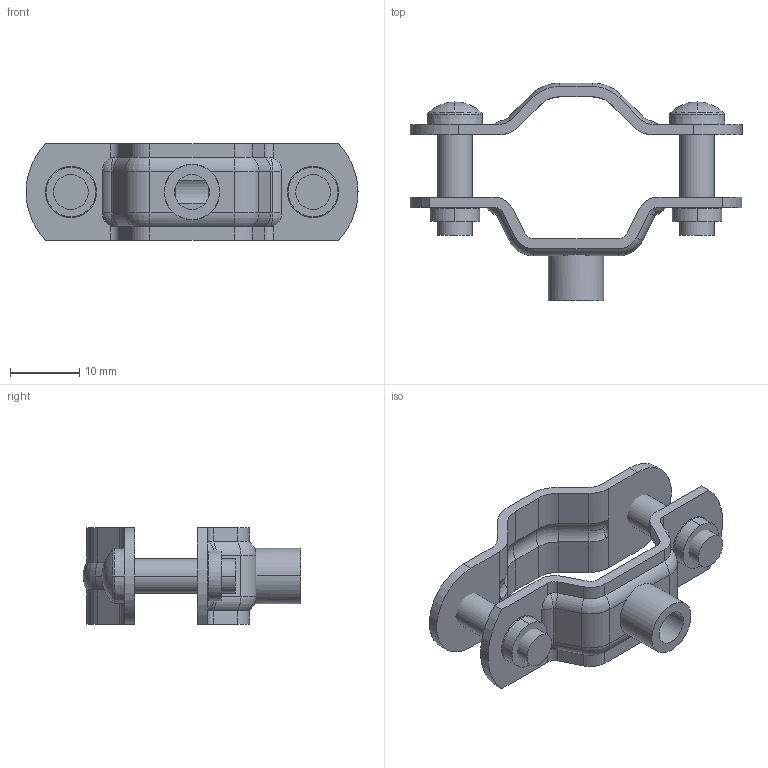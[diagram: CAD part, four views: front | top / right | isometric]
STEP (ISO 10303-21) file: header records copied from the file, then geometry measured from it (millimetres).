
FILE_DESCRIPTION (( 'STEP AP214' ), '1' );
FILE_NAME ('130028.stp', '2018-04-04T09:29:34', ( '' ), ( '' ), 'SwSTEP 2.0', 'SolidWorks 2016', '' );
FILE_SCHEMA (( 'AUTOMOTIVE_DESIGN' ));
Length unit declared in the file: millimetre
Products named in the file (4): BW001_M5 x 16; EM630-01-02_Standard; EM630-01-01_Standard; 130028
Assembly tree (4 placements, depth 2):
  130028
    EM630-01-01_Standard
    EM630-01-02_Standard
    BW001_M5 x 16  x2
Bounding box: 48 x 31.5 x 14 mm (x, y, z)
Volume: 3265.2 mm3; surface area: 4425.9 mm2
Topology: 4 solids, 4 shells, 223 faces, 512 edges, 300 vertices
Faces by surface type: cylinder 92, torus 54, plane 53, sphere 12, bspline 8, cone 4
Entity records: 6448 total; most frequent: CARTESIAN_POINT 1373, DIRECTION 1140, ORIENTED_EDGE 984, EDGE_CURVE 492, AXIS2_PLACEMENT_3D 470, VERTEX_POINT 287, CIRCLE 258, EDGE_LOOP 221
